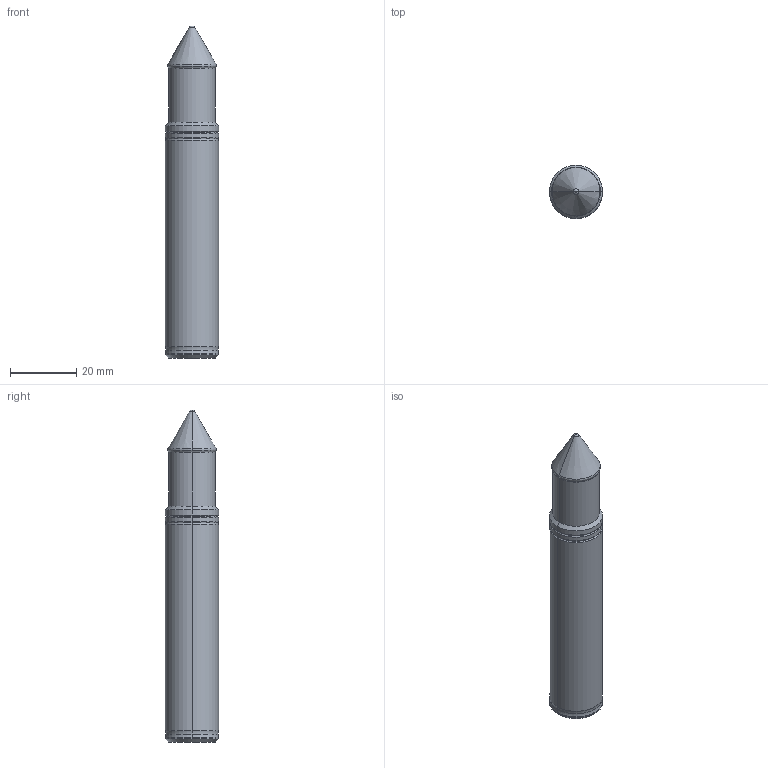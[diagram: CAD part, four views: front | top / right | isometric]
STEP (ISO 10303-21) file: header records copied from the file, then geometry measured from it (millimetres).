
FILE_DESCRIPTION (( 'STEP AP214' ), '1' );
FILE_NAME ('99616-13V.STEP', '2017-01-03T10:18:59', ( 'User' ), ( 'GENUINE' ), 'SwSTEP 2.0', 'SolidWorks 2012', '' );
FILE_SCHEMA (( 'AUTOMOTIVE_DESIGN' ));
Length unit declared in the file: millimetre
Products named in the file (1): 99616-13V
Bounding box: 16 x 16 x 100 mm (x, y, z)
Volume: 17604.5 mm3; surface area: 4879.7 mm2
Topology: 1 solids, 1 shells, 36 faces, 70 edges, 36 vertices
Faces by surface type: torus 16, cylinder 10, cone 8, plane 2
Entity records: 1043 total; most frequent: DIRECTION 196, CARTESIAN_POINT 143, ORIENTED_EDGE 140, AXIS2_PLACEMENT_3D 89, EDGE_CURVE 70, CIRCLE 52, EDGE_LOOP 36, VERTEX_POINT 36
